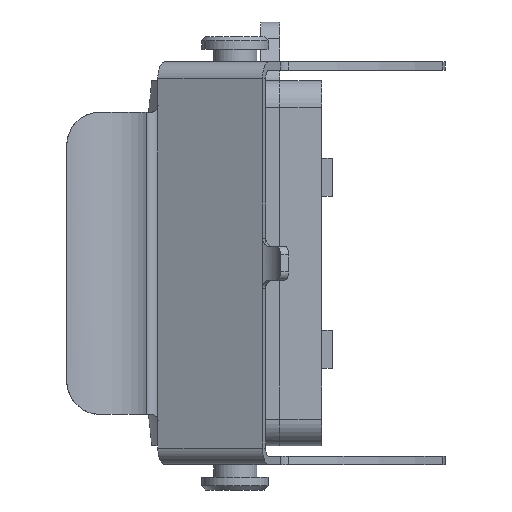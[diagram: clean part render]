
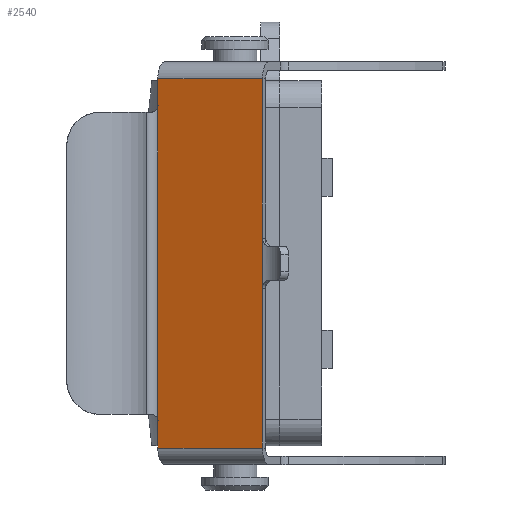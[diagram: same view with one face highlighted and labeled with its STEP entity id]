
A CAD part, left-side view. The second image highlights one B-rep face of the part: STEP entity #2540.
In plain terms, the highlighted planar face has unit normal (-0.918, 0.395, 0).
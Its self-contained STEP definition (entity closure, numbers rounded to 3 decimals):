
#289 = VECTOR ( 'NONE', #8742, 1000. ) ;
#294 = VECTOR ( 'NONE', #8752, 1000. ) ;
#345 = VECTOR ( 'NONE', #8835, 1000. ) ;
#372 = VECTOR ( 'NONE', #8879, 1000. ) ;
#610 = VECTOR ( 'NONE', #9352, 1000. ) ;
#907 = CARTESIAN_POINT ( 'NONE',  ( -12.247, 2.538, -45.75 ) ) ;
#908 = DIRECTION ( 'NONE',  ( 0., 0., 1. ) ) ;
#1018 = CARTESIAN_POINT ( 'NONE',  ( -6.886, 14.996, -45.75 ) ) ;
#1019 = DIRECTION ( 'NONE',  ( 0., 0., -1. ) ) ;
#1046 = CARTESIAN_POINT ( 'NONE',  ( -12.247, 2.538, -45.75 ) ) ;
#1047 = DIRECTION ( 'NONE',  ( 0., 0., 1. ) ) ;
#1822 = VECTOR ( 'NONE', #908, 1000. ) ;
#1863 = VECTOR ( 'NONE', #1019, 1000. ) ;
#1880 = VECTOR ( 'NONE', #1047, 1000. ) ;
#2540 = ADVANCED_FACE ( 'NONE', ( #8186 ), #3755, .T. ) ;
#3125 = CARTESIAN_POINT ( 'NONE',  ( -6.886, 14.996, 0.25 ) ) ;
#3170 = CARTESIAN_POINT ( 'NONE',  ( -6.886, 14.996, -43.75 ) ) ;
#3188 = CARTESIAN_POINT ( 'NONE',  ( -12.247, 2.538, -24.75 ) ) ;
#3191 = CARTESIAN_POINT ( 'NONE',  ( -12.247, 2.538, -43.75 ) ) ;
#3250 = CARTESIAN_POINT ( 'NONE',  ( -6.886, 14.996, -40.5 ) ) ;
#3290 = CARTESIAN_POINT ( 'NONE',  ( -6.886, 14.996, -3. ) ) ;
#3359 = CARTESIAN_POINT ( 'NONE',  ( -12.247, 2.538, 0.25 ) ) ;
#3384 = CARTESIAN_POINT ( 'NONE',  ( -12.247, 2.538, -18.75 ) ) ;
#3595 = DIRECTION ( 'NONE',  ( -0.395, -0.919, 0. ) ) ;
#3741 = DIRECTION ( 'NONE',  ( -0.919, 0.395, 0. ) ) ;
#3755 = PLANE ( 'NONE',  #4024 ) ;
#3768 = CARTESIAN_POINT ( 'NONE',  ( -12.247, 2.538, -45.75 ) ) ;
#4024 = AXIS2_PLACEMENT_3D ( 'NONE', #3768, #3741, #3595 ) ;
#4170 = EDGE_CURVE ( 'NONE', #7740, #7936, #9595, .T. ) ;
#4174 = EDGE_CURVE ( 'NONE', #7802, #7842, #9597, .T. ) ;
#4207 = EDGE_CURVE ( 'NONE', #7722, #7743, #9613, .T. ) ;
#4226 = EDGE_CURVE ( 'NONE', #7911, #7677, #9626, .T. ) ;
#5457 = EDGE_CURVE ( 'NONE', #7802, #7722, #9740, .T. ) ;
#5539 = EDGE_CURVE ( 'NONE', #7743, #7740, #9839, .T. ) ;
#5564 = EDGE_CURVE ( 'NONE', #7677, #7842, #9856, .T. ) ;
#5575 = EDGE_CURVE ( 'NONE', #7936, #7911, #9861, .T. ) ;
#7009 = ORIENTED_EDGE ( 'NONE', *, *, #5457, .T. ) ;
#7010 = ORIENTED_EDGE ( 'NONE', *, *, #5539, .T. ) ;
#7011 = ORIENTED_EDGE ( 'NONE', *, *, #4207, .T. ) ;
#7012 = ORIENTED_EDGE ( 'NONE', *, *, #4170, .T. ) ;
#7013 = ORIENTED_EDGE ( 'NONE', *, *, #5575, .T. ) ;
#7014 = ORIENTED_EDGE ( 'NONE', *, *, #4226, .T. ) ;
#7015 = ORIENTED_EDGE ( 'NONE', *, *, #5564, .T. ) ;
#7016 = ORIENTED_EDGE ( 'NONE', *, *, #4174, .F. ) ;
#7537 = EDGE_LOOP ( 'NONE', ( #7009, #7011, #7010, #7012, #7013, #7014, #7015, #7016 ) ) ;
#7677 = VERTEX_POINT ( 'NONE', #3125 ) ;
#7722 = VERTEX_POINT ( 'NONE', #3170 ) ;
#7740 = VERTEX_POINT ( 'NONE', #3188 ) ;
#7743 = VERTEX_POINT ( 'NONE', #3191 ) ;
#7802 = VERTEX_POINT ( 'NONE', #3250 ) ;
#7842 = VERTEX_POINT ( 'NONE', #3290 ) ;
#7911 = VERTEX_POINT ( 'NONE', #3359 ) ;
#7936 = VERTEX_POINT ( 'NONE', #3384 ) ;
#8186 = FACE_OUTER_BOUND ( 'NONE', #7537, .T. ) ;
#8741 = CARTESIAN_POINT ( 'NONE',  ( -12.247, 2.538, -23.75 ) ) ;
#8742 = DIRECTION ( 'NONE',  ( 0., 0., 1. ) ) ;
#8751 = CARTESIAN_POINT ( 'NONE',  ( -6.886, 14.996, -39.75 ) ) ;
#8752 = DIRECTION ( 'NONE',  ( 0., 0., 1. ) ) ;
#8834 = CARTESIAN_POINT ( 'NONE',  ( -12.247, 2.538, -43.75 ) ) ;
#8835 = DIRECTION ( 'NONE',  ( -0.395, -0.919, 0. ) ) ;
#8878 = CARTESIAN_POINT ( 'NONE',  ( -6.886, 14.996, 0.25 ) ) ;
#8879 = DIRECTION ( 'NONE',  ( 0.395, 0.919, 0. ) ) ;
#9351 = CARTESIAN_POINT ( 'NONE',  ( -6.886, 14.996, -45.75 ) ) ;
#9352 = DIRECTION ( 'NONE',  ( 0., 0., -1. ) ) ;
#9595 = LINE ( 'NONE', #8741, #289 ) ;
#9597 = LINE ( 'NONE', #8751, #294 ) ;
#9613 = LINE ( 'NONE', #8834, #345 ) ;
#9626 = LINE ( 'NONE', #8878, #372 ) ;
#9740 = LINE ( 'NONE', #9351, #610 ) ;
#9839 = LINE ( 'NONE', #907, #1822 ) ;
#9856 = LINE ( 'NONE', #1018, #1863 ) ;
#9861 = LINE ( 'NONE', #1046, #1880 ) ;
